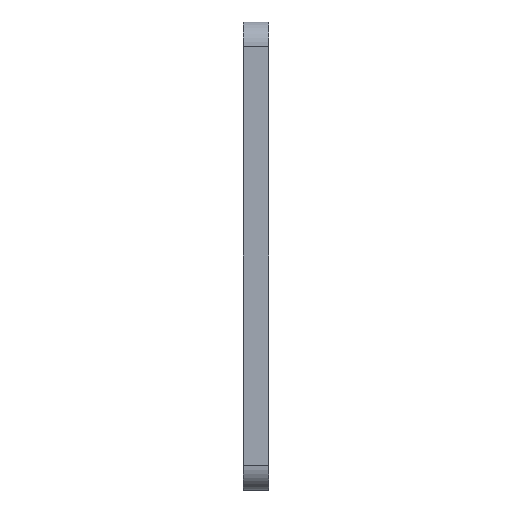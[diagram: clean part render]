
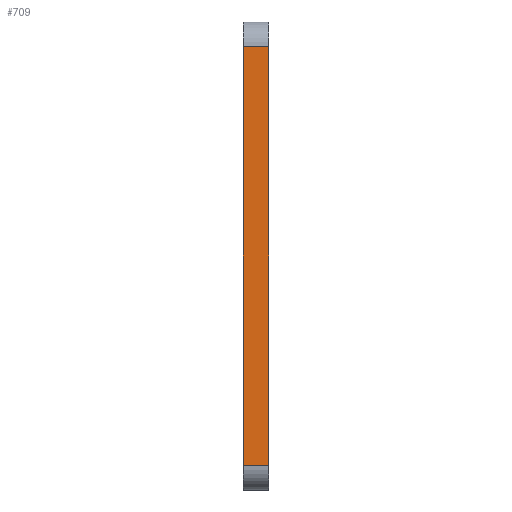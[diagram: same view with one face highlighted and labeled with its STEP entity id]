
A CAD part, left-side view. The second image highlights one B-rep face of the part: STEP entity #709.
In plain terms, the highlighted planar face has unit normal (-1, 0, 0).
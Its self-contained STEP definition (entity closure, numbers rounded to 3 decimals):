
#17=LINE('',#1137,#61);
#38=LINE('',#1208,#82);
#45=LINE('',#1220,#89);
#46=LINE('',#1221,#90);
#61=VECTOR('',#936,102.3);
#82=VECTOR('',#987,102.3);
#89=VECTOR('',#1004,6.35);
#90=VECTOR('',#1005,6.35);
#108=PLANE('',#815);
#202=FACE_OUTER_BOUND('',#282,.T.);
#282=EDGE_LOOP('',(#612,#613,#614,#615));
#376=VERTEX_POINT('',#1134);
#377=VERTEX_POINT('',#1136);
#411=VERTEX_POINT('',#1205);
#412=VERTEX_POINT('',#1207);
#445=EDGE_CURVE('',#376,#377,#17,.T.);
#480=EDGE_CURVE('',#412,#411,#38,.T.);
#488=EDGE_CURVE('',#376,#412,#45,.T.);
#489=EDGE_CURVE('',#411,#377,#46,.T.);
#612=ORIENTED_EDGE('',*,*,#445,.F.);
#613=ORIENTED_EDGE('',*,*,#488,.T.);
#614=ORIENTED_EDGE('',*,*,#480,.T.);
#615=ORIENTED_EDGE('',*,*,#489,.T.);
#709=ADVANCED_FACE('',(#202),#108,.F.);
#815=AXIS2_PLACEMENT_3D('',#1219,#1002,#1003);
#936=DIRECTION('',(0.,0.,1.));
#987=DIRECTION('',(0.,0.,1.));
#1002=DIRECTION('center_axis',(1.,0.,0.));
#1003=DIRECTION('ref_axis',(0.,0.,-1.));
#1004=DIRECTION('',(0.,-1.,0.));
#1005=DIRECTION('',(0.,1.,0.));
#1134=CARTESIAN_POINT('',(-58.737,6.35,-51.15));
#1136=CARTESIAN_POINT('',(-58.738,6.35,51.15));
#1137=CARTESIAN_POINT('',(-58.737,6.35,-51.15));
#1205=CARTESIAN_POINT('',(-58.738,0.,51.15));
#1207=CARTESIAN_POINT('',(-58.737,0.,-51.15));
#1208=CARTESIAN_POINT('',(-58.737,0.,-51.15));
#1219=CARTESIAN_POINT('Origin',(-58.737,6.35,-57.15));
#1220=CARTESIAN_POINT('',(-58.737,6.35,-51.15));
#1221=CARTESIAN_POINT('',(-58.738,0.,51.15));
